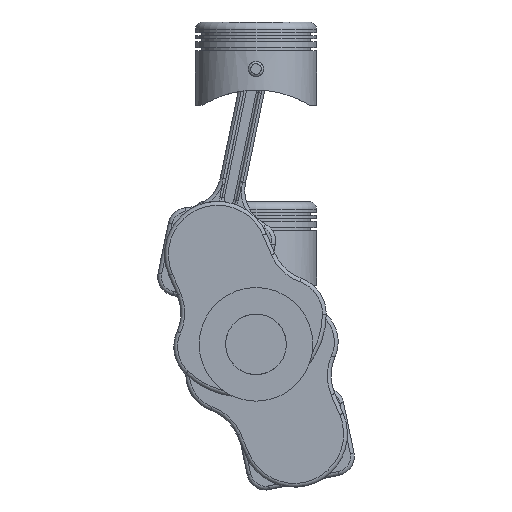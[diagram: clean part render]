
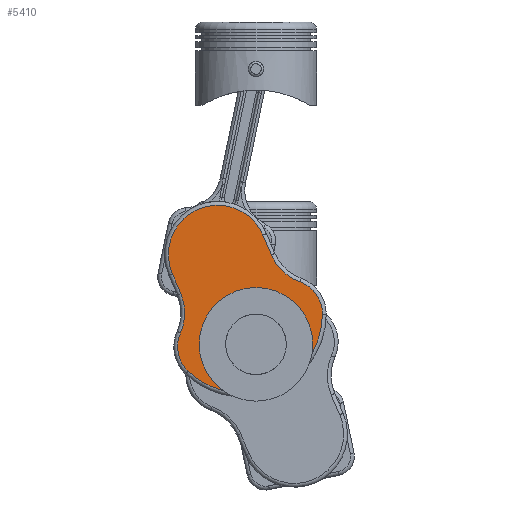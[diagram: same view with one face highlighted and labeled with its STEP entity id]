
A CAD part, front view. The second image highlights one B-rep face of the part: STEP entity #5410.
In plain terms, the highlighted planar face has unit normal (0, -1, 0).
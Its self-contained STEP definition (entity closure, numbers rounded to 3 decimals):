
#437=CIRCLE('',#6007,25.);
#441=CIRCLE('',#6012,22.5);
#443=CIRCLE('',#6015,52.5);
#446=CIRCLE('',#6019,22.5);
#449=CIRCLE('',#6023,32.5);
#453=CIRCLE('',#6029,32.5);
#456=CIRCLE('',#6034,32.5);
#864=PLANE('',#6043);
#921=FACE_BOUND('',#1481,.T.);
#1086=FACE_OUTER_BOUND('',#1480,.T.);
#1480=EDGE_LOOP('',(#4098,#4099,#4100,#4101,#4102,#4103,#4104,#4105));
#1481=EDGE_LOOP('',(#4106));
#1818=LINE('',#10031,#2039);
#1820=LINE('',#10043,#2041);
#2039=VECTOR('',#7372,10.);
#2041=VECTOR('',#7386,10.);
#2384=VERTEX_POINT('',#9997);
#2386=VERTEX_POINT('',#10002);
#2388=VERTEX_POINT('',#10006);
#2389=VERTEX_POINT('',#10010);
#2391=VERTEX_POINT('',#10016);
#2393=VERTEX_POINT('',#10022);
#2395=VERTEX_POINT('',#10028);
#2397=VERTEX_POINT('',#10034);
#2399=VERTEX_POINT('',#10040);
#2971=EDGE_CURVE('',#2384,#2384,#437,.T.);
#2975=EDGE_CURVE('',#2386,#2388,#441,.T.);
#2977=EDGE_CURVE('',#2388,#2389,#443,.T.);
#2980=EDGE_CURVE('',#2389,#2391,#446,.T.);
#2983=EDGE_CURVE('',#2391,#2393,#449,.T.);
#2986=EDGE_CURVE('',#2393,#2395,#1818,.T.);
#2989=EDGE_CURVE('',#2395,#2397,#453,.T.);
#2992=EDGE_CURVE('',#2397,#2399,#1820,.T.);
#2994=EDGE_CURVE('',#2399,#2386,#456,.T.);
#4098=ORIENTED_EDGE('',*,*,#2975,.T.);
#4099=ORIENTED_EDGE('',*,*,#2977,.T.);
#4100=ORIENTED_EDGE('',*,*,#2980,.T.);
#4101=ORIENTED_EDGE('',*,*,#2983,.T.);
#4102=ORIENTED_EDGE('',*,*,#2986,.T.);
#4103=ORIENTED_EDGE('',*,*,#2989,.T.);
#4104=ORIENTED_EDGE('',*,*,#2992,.T.);
#4105=ORIENTED_EDGE('',*,*,#2994,.T.);
#4106=ORIENTED_EDGE('',*,*,#2971,.F.);
#5410=ADVANCED_FACE('',(#1086,#921),#864,.F.);
#6007=AXIS2_PLACEMENT_3D('',#9999,#7332,#7333);
#6012=AXIS2_PLACEMENT_3D('',#10008,#7342,#7343);
#6015=AXIS2_PLACEMENT_3D('',#10013,#7348,#7349);
#6019=AXIS2_PLACEMENT_3D('',#10019,#7356,#7357);
#6023=AXIS2_PLACEMENT_3D('',#10025,#7364,#7365);
#6029=AXIS2_PLACEMENT_3D('',#10037,#7378,#7379);
#6034=AXIS2_PLACEMENT_3D('',#10046,#7390,#7391);
#6043=AXIS2_PLACEMENT_3D('',#10066,#7414,#7415);
#7332=DIRECTION('center_axis',(0.,-1.,0.));
#7333=DIRECTION('ref_axis',(1.,0.,0.));
#7342=DIRECTION('center_axis',(0.,-1.,0.));
#7343=DIRECTION('ref_axis',(0.979,0.,-0.204));
#7348=DIRECTION('center_axis',(0.,-1.,0.));
#7349=DIRECTION('ref_axis',(0.,0.,1.));
#7356=DIRECTION('center_axis',(0.,-1.,0.));
#7357=DIRECTION('ref_axis',(-0.979,0.,-0.204));
#7364=DIRECTION('center_axis',(0.,1.,0.));
#7365=DIRECTION('ref_axis',(0.917,0.,0.399));
#7372=DIRECTION('',(0.,0.,-1.));
#7378=DIRECTION('center_axis',(0.,-1.,0.));
#7379=DIRECTION('ref_axis',(0.,0.,-1.));
#7386=DIRECTION('',(0.,0.,1.));
#7390=DIRECTION('center_axis',(0.,1.,0.));
#7391=DIRECTION('ref_axis',(-0.917,0.,0.399));
#7414=DIRECTION('center_axis',(0.,1.,0.));
#7415=DIRECTION('ref_axis',(1.,0.,0.));
#9997=CARTESIAN_POINT('',(-25.,-365.,-45.5));
#9999=CARTESIAN_POINT('Origin',(0.,-365.,-45.5));
#10002=CARTESIAN_POINT('',(42.848,-365.,-72.003));
#10006=CARTESIAN_POINT('',(48.147,-365.,-46.568));
#10008=CARTESIAN_POINT('Origin',(27.512,-365.,-55.539));
#10010=CARTESIAN_POINT('',(-48.147,-365.,-46.568));
#10013=CARTESIAN_POINT('Origin',(0.,-365.,-67.5));
#10016=CARTESIAN_POINT('',(-42.848,-365.,-72.003));
#10019=CARTESIAN_POINT('Origin',(-27.512,-365.,-55.539));
#10022=CARTESIAN_POINT('',(-32.5,-365.,-95.784));
#10025=CARTESIAN_POINT('Origin',(-65.,-365.,-95.784));
#10028=CARTESIAN_POINT('',(-32.5,-365.,-110.));
#10031=CARTESIAN_POINT('',(-32.5,-365.,-94.375));
#10034=CARTESIAN_POINT('',(32.5,-365.,-110.));
#10037=CARTESIAN_POINT('Origin',(0.,-365.,-110.));
#10040=CARTESIAN_POINT('',(32.5,-365.,-95.784));
#10043=CARTESIAN_POINT('',(32.5,-365.,-73.125));
#10046=CARTESIAN_POINT('Origin',(65.,-365.,-95.784));
#10066=CARTESIAN_POINT('Origin',(0.,-365.,-78.75));
